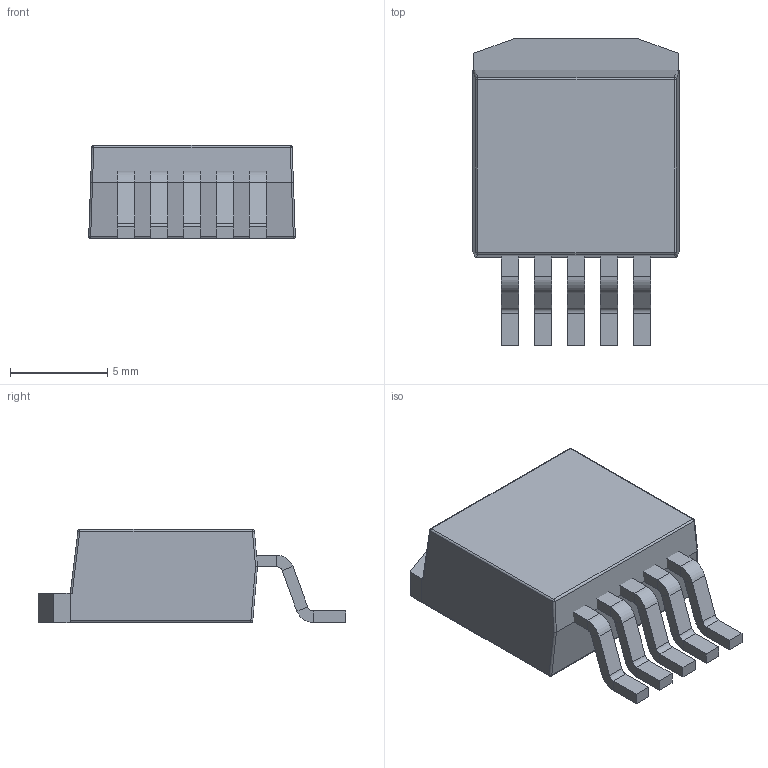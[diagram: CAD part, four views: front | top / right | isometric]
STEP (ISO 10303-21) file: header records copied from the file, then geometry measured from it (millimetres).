
FILE_DESCRIPTION(('STEP AP214'), '1');
FILE_NAME('TO-263BA', '', ('UNSPECIFIED'), ('UNSPECIFIED'), 'ASCON STEP Converter 1.3', 'ASCON Math Kernel', '');
FILE_SCHEMA(('AUTOMOTIVE_DESIGN { 1 0 10303 214 3 1 1}'));
Length unit declared in the file: millimetre
Bounding box: 10.64 x 15.85 x 4.8 mm (x, y, z)
Volume: 515 mm3; surface area: 710 mm2
Topology: 7 solids, 7 shells, 168 faces, 392 edges, 238 vertices
Faces by surface type: plane 129, cylinder 33, sphere 4, bspline 2
Entity records: 6023 total; most frequent: CARTESIAN_POINT 809, DIRECTION 778, ORIENTED_EDGE 724, EDGE_CURVE 362, LINE 320, VECTOR 320, AXIS2_PLACEMENT_3D 229, VERTEX_POINT 208
